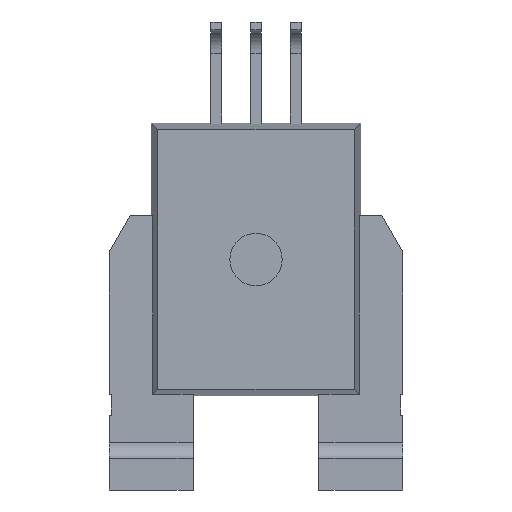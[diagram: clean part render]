
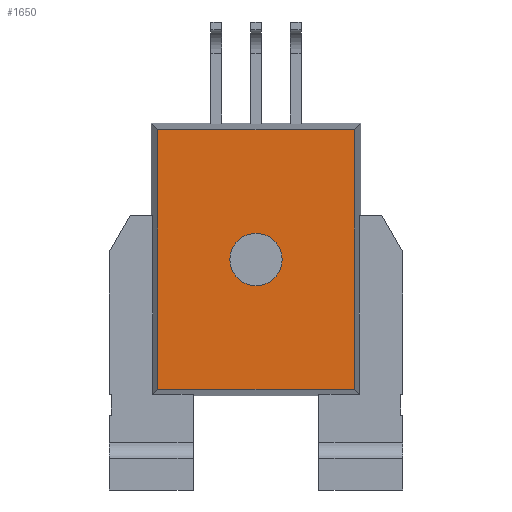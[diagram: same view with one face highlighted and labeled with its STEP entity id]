
A CAD part, front view. The second image highlights one B-rep face of the part: STEP entity #1650.
In plain terms, the highlighted planar face has unit normal (0, -1, 0).
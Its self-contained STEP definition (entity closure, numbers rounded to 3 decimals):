
#19 = DIRECTION ( 'NONE',  ( 0., 0., -1. ) ) ;
#41 = CARTESIAN_POINT ( 'NONE',  ( 4.694, -3.5, 6.194 ) ) ;
#42 = VECTOR ( 'NONE', #1830, 1000. ) ;
#68 = VERTEX_POINT ( 'NONE', #2621 ) ;
#72 = ORIENTED_EDGE ( 'NONE', *, *, #1455, .F. ) ;
#144 = CARTESIAN_POINT ( 'NONE',  ( -4.694, -3.5, 6.5 ) ) ;
#163 = LINE ( 'NONE', #1758, #1989 ) ;
#179 = CARTESIAN_POINT ( 'NONE',  ( 4.694, -3.5, 6.5 ) ) ;
#222 = ORIENTED_EDGE ( 'NONE', *, *, #1722, .F. ) ;
#310 = FACE_OUTER_BOUND ( 'NONE', #2100, .T. ) ;
#511 = DIRECTION ( 'NONE',  ( 0., -1., 0. ) ) ;
#669 = CIRCLE ( 'NONE', #1921, 1.25 ) ;
#717 = DIRECTION ( 'NONE',  ( 0., 0., -1. ) ) ;
#801 = CARTESIAN_POINT ( 'NONE',  ( 4.694, -3.5, -6.194 ) ) ;
#919 = CARTESIAN_POINT ( 'NONE',  ( 0., -3.5, 0. ) ) ;
#1119 = CARTESIAN_POINT ( 'NONE',  ( 0., -3.5, 1.25 ) ) ;
#1162 = VERTEX_POINT ( 'NONE', #1785 ) ;
#1222 = AXIS2_PLACEMENT_3D ( 'NONE', #1947, #1937, #2327 ) ;
#1286 = ORIENTED_EDGE ( 'NONE', *, *, #2453, .F. ) ;
#1344 = DIRECTION ( 'NONE',  ( -1., 0., 0. ) ) ;
#1375 = DIRECTION ( 'NONE',  ( 0., 0., 1. ) ) ;
#1402 = VECTOR ( 'NONE', #1375, 1000. ) ;
#1430 = LINE ( 'NONE', #1442, #42 ) ;
#1442 = CARTESIAN_POINT ( 'NONE',  ( -5., -3.5, 6.194 ) ) ;
#1454 = ORIENTED_EDGE ( 'NONE', *, *, #1517, .F. ) ;
#1455 = EDGE_CURVE ( 'NONE', #1162, #2368, #669, .T. ) ;
#1516 = FACE_BOUND ( 'NONE', #2334, .T. ) ;
#1517 = EDGE_CURVE ( 'NONE', #1565, #2232, #1794, .T. ) ;
#1565 = VERTEX_POINT ( 'NONE', #41 ) ;
#1583 = AXIS2_PLACEMENT_3D ( 'NONE', #919, #511, #19 ) ;
#1650 = ADVANCED_FACE ( 'NONE', ( #1516, #310 ), #2129, .T. ) ;
#1652 = CARTESIAN_POINT ( 'NONE',  ( -4.694, -3.5, 6.194 ) ) ;
#1722 = EDGE_CURVE ( 'NONE', #2368, #1162, #2214, .T. ) ;
#1758 = CARTESIAN_POINT ( 'NONE',  ( -5., -3.5, -6.194 ) ) ;
#1766 = EDGE_CURVE ( 'NONE', #68, #1965, #2181, .T. ) ;
#1785 = CARTESIAN_POINT ( 'NONE',  ( 0., -3.5, -1.25 ) ) ;
#1794 = LINE ( 'NONE', #179, #2363 ) ;
#1830 = DIRECTION ( 'NONE',  ( 1., 0., 0. ) ) ;
#1921 = AXIS2_PLACEMENT_3D ( 'NONE', #2033, #2607, #717 ) ;
#1937 = DIRECTION ( 'NONE',  ( 0., -1., 0. ) ) ;
#1947 = CARTESIAN_POINT ( 'NONE',  ( 0., -3.5, 0. ) ) ;
#1965 = VERTEX_POINT ( 'NONE', #1652 ) ;
#1989 = VECTOR ( 'NONE', #1344, 1000. ) ;
#2033 = CARTESIAN_POINT ( 'NONE',  ( 0., -3.5, 0. ) ) ;
#2100 = EDGE_LOOP ( 'NONE', ( #1454, #2656, #2280, #1286 ) ) ;
#2129 = PLANE ( 'NONE',  #1222 ) ;
#2181 = LINE ( 'NONE', #144, #1402 ) ;
#2198 = EDGE_CURVE ( 'NONE', #1965, #1565, #1430, .T. ) ;
#2214 = CIRCLE ( 'NONE', #1583, 1.25 ) ;
#2232 = VERTEX_POINT ( 'NONE', #801 ) ;
#2280 = ORIENTED_EDGE ( 'NONE', *, *, #1766, .F. ) ;
#2327 = DIRECTION ( 'NONE',  ( 0., 0., -1. ) ) ;
#2334 = EDGE_LOOP ( 'NONE', ( #72, #222 ) ) ;
#2363 = VECTOR ( 'NONE', #2557, 1000. ) ;
#2368 = VERTEX_POINT ( 'NONE', #1119 ) ;
#2453 = EDGE_CURVE ( 'NONE', #2232, #68, #163, .T. ) ;
#2557 = DIRECTION ( 'NONE',  ( 0., 0., -1. ) ) ;
#2607 = DIRECTION ( 'NONE',  ( 0., -1., 0. ) ) ;
#2621 = CARTESIAN_POINT ( 'NONE',  ( -4.694, -3.5, -6.194 ) ) ;
#2656 = ORIENTED_EDGE ( 'NONE', *, *, #2198, .F. ) ;
